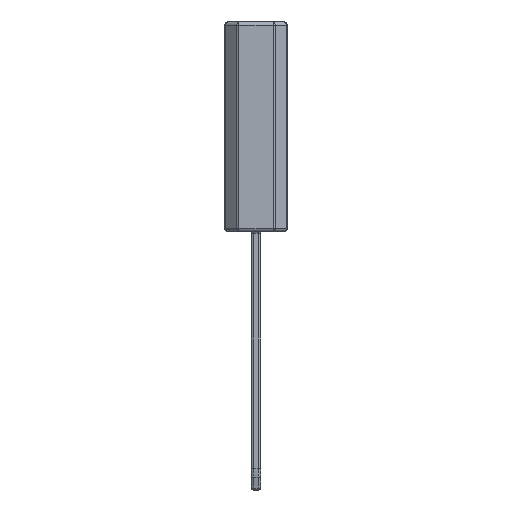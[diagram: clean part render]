
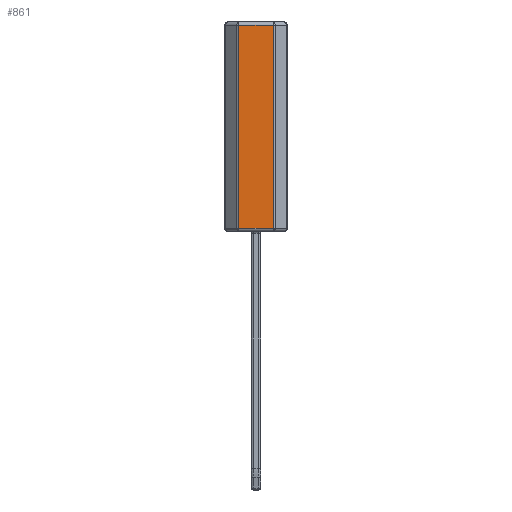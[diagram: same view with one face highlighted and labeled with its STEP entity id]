
A CAD part, left-side view. The second image highlights one B-rep face of the part: STEP entity #861.
In plain terms, the highlighted planar face has unit normal (-1, 0, 0).
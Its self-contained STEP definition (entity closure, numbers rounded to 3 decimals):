
#203 = CYLINDRICAL_SURFACE('',#204,0.125);
#204 = AXIS2_PLACEMENT_3D('',#205,#206,#207);
#205 = CARTESIAN_POINT('',(-1.145,0.692,0.));
#206 = DIRECTION('',(0.,0.,1.));
#207 = DIRECTION('',(-0.707,0.707,0.));
#308 = VERTEX_POINT('',#309);
#309 = CARTESIAN_POINT('',(-1.27,0.692,0.125));
#336 = EDGE_CURVE('',#308,#337,#339,.T.);
#337 = VERTEX_POINT('',#338);
#338 = CARTESIAN_POINT('',(-1.27,0.692,8.375));
#339 = SURFACE_CURVE('',#340,(#344,#351),.PCURVE_S1.);
#340 = LINE('',#341,#342);
#341 = CARTESIAN_POINT('',(-1.27,0.692,0.));
#342 = VECTOR('',#343,1.);
#343 = DIRECTION('',(0.,0.,1.));
#344 = PCURVE('',#203,#345);
#345 = DEFINITIONAL_REPRESENTATION('',(#346),#350);
#346 = LINE('',#347,#348);
#347 = CARTESIAN_POINT('',(0.785,0.));
#348 = VECTOR('',#349,1.);
#349 = DIRECTION('',(0.,1.));
#350 = ( GEOMETRIC_REPRESENTATION_CONTEXT(2) 
PARAMETRIC_REPRESENTATION_CONTEXT() REPRESENTATION_CONTEXT('2D SPACE',''
  ) );
#351 = PCURVE('',#352,#357);
#352 = PLANE('',#353);
#353 = AXIS2_PLACEMENT_3D('',#354,#355,#356);
#354 = CARTESIAN_POINT('',(-1.27,-0.744,0.));
#355 = DIRECTION('',(-1.,0.,0.));
#356 = DIRECTION('',(0.,1.,0.));
#357 = DEFINITIONAL_REPRESENTATION('',(#358),#362);
#358 = LINE('',#359,#360);
#359 = CARTESIAN_POINT('',(1.436,0.));
#360 = VECTOR('',#361,1.);
#361 = DIRECTION('',(0.,-1.));
#362 = ( GEOMETRIC_REPRESENTATION_CONTEXT(2) 
PARAMETRIC_REPRESENTATION_CONTEXT() REPRESENTATION_CONTEXT('2D SPACE',''
  ) );
#566 = CYLINDRICAL_SURFACE('',#567,0.125);
#567 = AXIS2_PLACEMENT_3D('',#568,#569,#570);
#568 = CARTESIAN_POINT('',(-1.145,-0.744,8.375));
#569 = DIRECTION('',(0.,1.,0.));
#570 = DIRECTION('',(-1.,0.,0.));
#848 = CYLINDRICAL_SURFACE('',#849,0.125);
#849 = AXIS2_PLACEMENT_3D('',#850,#851,#852);
#850 = CARTESIAN_POINT('',(-1.145,-0.744,0.125));
#851 = DIRECTION('',(0.,1.,0.));
#852 = DIRECTION('',(-1.,0.,0.));
#861 = ADVANCED_FACE('',(#862),#352,.T.);
#862 = FACE_BOUND('',#863,.T.);
#863 = EDGE_LOOP('',(#864,#887,#888,#911));
#864 = ORIENTED_EDGE('',*,*,#865,.T.);
#865 = EDGE_CURVE('',#866,#337,#868,.T.);
#866 = VERTEX_POINT('',#867);
#867 = CARTESIAN_POINT('',(-1.27,-0.692,8.375));
#868 = SURFACE_CURVE('',#869,(#873,#880),.PCURVE_S1.);
#869 = LINE('',#870,#871);
#870 = CARTESIAN_POINT('',(-1.27,-0.744,8.375));
#871 = VECTOR('',#872,1.);
#872 = DIRECTION('',(0.,1.,0.));
#873 = PCURVE('',#352,#874);
#874 = DEFINITIONAL_REPRESENTATION('',(#875),#879);
#875 = LINE('',#876,#877);
#876 = CARTESIAN_POINT('',(0.,-8.375));
#877 = VECTOR('',#878,1.);
#878 = DIRECTION('',(1.,0.));
#879 = ( GEOMETRIC_REPRESENTATION_CONTEXT(2) 
PARAMETRIC_REPRESENTATION_CONTEXT() REPRESENTATION_CONTEXT('2D SPACE',''
  ) );
#880 = PCURVE('',#566,#881);
#881 = DEFINITIONAL_REPRESENTATION('',(#882),#886);
#882 = LINE('',#883,#884);
#883 = CARTESIAN_POINT('',(0.,0.));
#884 = VECTOR('',#885,1.);
#885 = DIRECTION('',(0.,1.));
#886 = ( GEOMETRIC_REPRESENTATION_CONTEXT(2) 
PARAMETRIC_REPRESENTATION_CONTEXT() REPRESENTATION_CONTEXT('2D SPACE',''
  ) );
#887 = ORIENTED_EDGE('',*,*,#336,.F.);
#888 = ORIENTED_EDGE('',*,*,#889,.F.);
#889 = EDGE_CURVE('',#890,#308,#892,.T.);
#890 = VERTEX_POINT('',#891);
#891 = CARTESIAN_POINT('',(-1.27,-0.692,0.125));
#892 = SURFACE_CURVE('',#893,(#897,#904),.PCURVE_S1.);
#893 = LINE('',#894,#895);
#894 = CARTESIAN_POINT('',(-1.27,-0.744,0.125));
#895 = VECTOR('',#896,1.);
#896 = DIRECTION('',(0.,1.,0.));
#897 = PCURVE('',#352,#898);
#898 = DEFINITIONAL_REPRESENTATION('',(#899),#903);
#899 = LINE('',#900,#901);
#900 = CARTESIAN_POINT('',(0.,-0.125));
#901 = VECTOR('',#902,1.);
#902 = DIRECTION('',(1.,0.));
#903 = ( GEOMETRIC_REPRESENTATION_CONTEXT(2) 
PARAMETRIC_REPRESENTATION_CONTEXT() REPRESENTATION_CONTEXT('2D SPACE',''
  ) );
#904 = PCURVE('',#848,#905);
#905 = DEFINITIONAL_REPRESENTATION('',(#906),#910);
#906 = LINE('',#907,#908);
#907 = CARTESIAN_POINT('',(-0.,0.));
#908 = VECTOR('',#909,1.);
#909 = DIRECTION('',(-0.,1.));
#910 = ( GEOMETRIC_REPRESENTATION_CONTEXT(2) 
PARAMETRIC_REPRESENTATION_CONTEXT() REPRESENTATION_CONTEXT('2D SPACE',''
  ) );
#911 = ORIENTED_EDGE('',*,*,#912,.T.);
#912 = EDGE_CURVE('',#890,#866,#913,.T.);
#913 = SURFACE_CURVE('',#914,(#918,#925),.PCURVE_S1.);
#914 = LINE('',#915,#916);
#915 = CARTESIAN_POINT('',(-1.27,-0.692,0.));
#916 = VECTOR('',#917,1.);
#917 = DIRECTION('',(0.,0.,1.));
#918 = PCURVE('',#352,#919);
#919 = DEFINITIONAL_REPRESENTATION('',(#920),#924);
#920 = LINE('',#921,#922);
#921 = CARTESIAN_POINT('',(0.052,0.));
#922 = VECTOR('',#923,1.);
#923 = DIRECTION('',(0.,-1.));
#924 = ( GEOMETRIC_REPRESENTATION_CONTEXT(2) 
PARAMETRIC_REPRESENTATION_CONTEXT() REPRESENTATION_CONTEXT('2D SPACE',''
  ) );
#925 = PCURVE('',#926,#931);
#926 = CYLINDRICAL_SURFACE('',#927,0.125);
#927 = AXIS2_PLACEMENT_3D('',#928,#929,#930);
#928 = CARTESIAN_POINT('',(-1.145,-0.692,0.));
#929 = DIRECTION('',(0.,0.,1.));
#930 = DIRECTION('',(-1.,0.,0.));
#931 = DEFINITIONAL_REPRESENTATION('',(#932),#936);
#932 = LINE('',#933,#934);
#933 = CARTESIAN_POINT('',(0.,0.));
#934 = VECTOR('',#935,1.);
#935 = DIRECTION('',(0.,1.));
#936 = ( GEOMETRIC_REPRESENTATION_CONTEXT(2) 
PARAMETRIC_REPRESENTATION_CONTEXT() REPRESENTATION_CONTEXT('2D SPACE',''
  ) );
